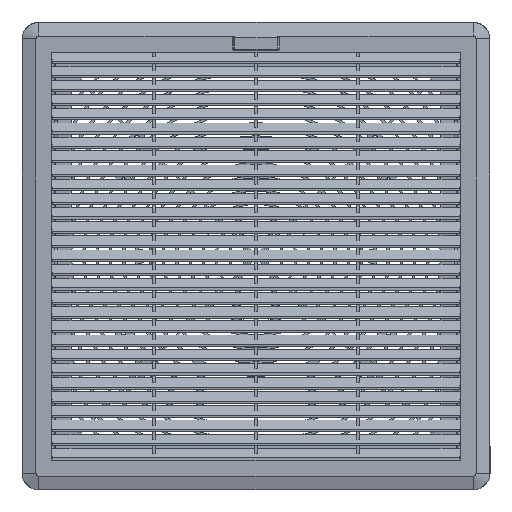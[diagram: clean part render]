
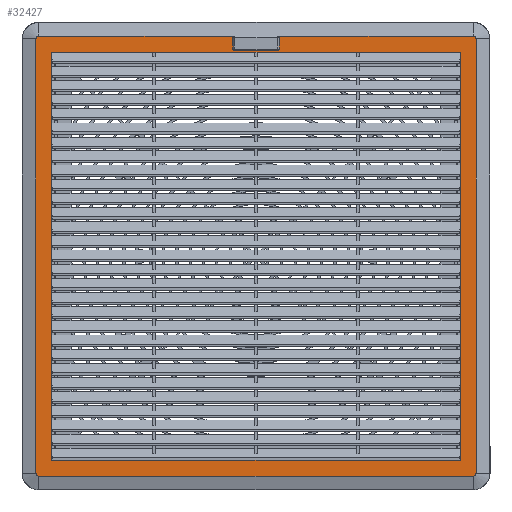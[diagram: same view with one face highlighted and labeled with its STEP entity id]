
A CAD part, top view. The second image highlights one B-rep face of the part: STEP entity #32427.
In plain terms, the highlighted face is planar.
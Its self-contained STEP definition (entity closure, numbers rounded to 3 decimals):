
#3205=LINE('',#51564,#6843);
#3210=LINE('',#51577,#6848);
#3553=LINE('',#52288,#7191);
#3561=LINE('',#52312,#7199);
#3565=LINE('',#52323,#7203);
#3745=LINE('',#52683,#7383);
#3749=LINE('',#52693,#7387);
#3753=LINE('',#52700,#7391);
#3763=LINE('',#52726,#7401);
#3765=LINE('',#52731,#7403);
#3766=LINE('',#52732,#7404);
#3775=LINE('',#52756,#7413);
#6843=VECTOR('',#42271,10.);
#6848=VECTOR('',#42284,10.);
#7191=VECTOR('',#42999,10.);
#7199=VECTOR('',#43023,10.);
#7203=VECTOR('',#43035,10.);
#7383=VECTOR('',#43457,10.);
#7387=VECTOR('',#43469,10.);
#7391=VECTOR('',#43475,10.);
#7401=VECTOR('',#43511,10.);
#7403=VECTOR('',#43515,10.);
#7404=VECTOR('',#43516,10.);
#7413=VECTOR('',#43549,10.);
#8431=FACE_BOUND('',#11912,.T.);
#9909=FACE_OUTER_BOUND('',#11911,.T.);
#11911=EDGE_LOOP('',(#29745,#29746,#29747,#29748,#29749,#29750,#29751,#29752,
#29753,#29754,#29755,#29756,#29757,#29758,#29759,#29760));
#11912=EDGE_LOOP('',(#29761,#29762,#29763,#29764));
#12895=CIRCLE('',#34622,1.812);
#12897=CIRCLE('',#34626,1.812);
#12913=CIRCLE('',#34812,1.);
#12915=CIRCLE('',#34816,1.);
#12917=CIRCLE('',#34820,1.);
#12919=CIRCLE('',#34824,1.);
#12921=CIRCLE('',#34958,1.812);
#12924=CIRCLE('',#34972,1.812);
#15655=VERTEX_POINT('',#51553);
#15656=VERTEX_POINT('',#51555);
#15659=VERTEX_POINT('',#51562);
#15661=VERTEX_POINT('',#51568);
#15663=VERTEX_POINT('',#51575);
#15829=VERTEX_POINT('',#52278);
#15830=VERTEX_POINT('',#52279);
#15833=VERTEX_POINT('',#52287);
#15835=VERTEX_POINT('',#52293);
#15837=VERTEX_POINT('',#52299);
#15839=VERTEX_POINT('',#52305);
#15841=VERTEX_POINT('',#52311);
#15843=VERTEX_POINT('',#52317);
#15902=VERTEX_POINT('',#52679);
#15903=VERTEX_POINT('',#52681);
#15905=VERTEX_POINT('',#52692);
#15907=VERTEX_POINT('',#52698);
#15909=VERTEX_POINT('',#52711);
#15912=VERTEX_POINT('',#52729);
#15915=VERTEX_POINT('',#52745);
#19932=EDGE_CURVE('',#15655,#15656,#12895,.T.);
#19936=EDGE_CURVE('',#15659,#15655,#3205,.T.);
#19939=EDGE_CURVE('',#15661,#15659,#12897,.T.);
#19943=EDGE_CURVE('',#15663,#15661,#3210,.T.);
#20306=EDGE_CURVE('',#15829,#15830,#12913,.T.);
#20310=EDGE_CURVE('',#15833,#15829,#3553,.T.);
#20313=EDGE_CURVE('',#15835,#15833,#12915,.T.);
#20319=EDGE_CURVE('',#15839,#15837,#12917,.T.);
#20322=EDGE_CURVE('',#15841,#15839,#3561,.T.);
#20325=EDGE_CURVE('',#15843,#15841,#12919,.T.);
#20328=EDGE_CURVE('',#15830,#15843,#3565,.T.);
#20508=EDGE_CURVE('',#15902,#15903,#3745,.T.);
#20512=EDGE_CURVE('',#15905,#15902,#3749,.T.);
#20516=EDGE_CURVE('',#15903,#15907,#3753,.T.);
#20522=EDGE_CURVE('',#15909,#15663,#12921,.T.);
#20529=EDGE_CURVE('',#15907,#15905,#3763,.T.);
#20531=EDGE_CURVE('',#15912,#15837,#3765,.T.);
#20532=EDGE_CURVE('',#15835,#15909,#3766,.T.);
#20539=EDGE_CURVE('',#15915,#15912,#12924,.T.);
#20544=EDGE_CURVE('',#15656,#15915,#3775,.T.);
#29745=ORIENTED_EDGE('',*,*,#20319,.T.);
#29746=ORIENTED_EDGE('',*,*,#20531,.F.);
#29747=ORIENTED_EDGE('',*,*,#20539,.F.);
#29748=ORIENTED_EDGE('',*,*,#20544,.F.);
#29749=ORIENTED_EDGE('',*,*,#19932,.F.);
#29750=ORIENTED_EDGE('',*,*,#19936,.F.);
#29751=ORIENTED_EDGE('',*,*,#19939,.F.);
#29752=ORIENTED_EDGE('',*,*,#19943,.F.);
#29753=ORIENTED_EDGE('',*,*,#20522,.F.);
#29754=ORIENTED_EDGE('',*,*,#20532,.F.);
#29755=ORIENTED_EDGE('',*,*,#20313,.T.);
#29756=ORIENTED_EDGE('',*,*,#20310,.T.);
#29757=ORIENTED_EDGE('',*,*,#20306,.T.);
#29758=ORIENTED_EDGE('',*,*,#20328,.T.);
#29759=ORIENTED_EDGE('',*,*,#20325,.T.);
#29760=ORIENTED_EDGE('',*,*,#20322,.T.);
#29761=ORIENTED_EDGE('',*,*,#20529,.T.);
#29762=ORIENTED_EDGE('',*,*,#20512,.T.);
#29763=ORIENTED_EDGE('',*,*,#20508,.T.);
#29764=ORIENTED_EDGE('',*,*,#20516,.T.);
#30924=PLANE('',#34978);
#32427=ADVANCED_FACE('',(#9909,#8431),#30924,.T.);
#34622=AXIS2_PLACEMENT_3D('',#51556,#42263,#42264);
#34626=AXIS2_PLACEMENT_3D('',#51570,#42276,#42277);
#34812=AXIS2_PLACEMENT_3D('',#52280,#42991,#42992);
#34816=AXIS2_PLACEMENT_3D('',#52294,#43004,#43005);
#34820=AXIS2_PLACEMENT_3D('',#52306,#43016,#43017);
#34824=AXIS2_PLACEMENT_3D('',#52318,#43028,#43029);
#34958=AXIS2_PLACEMENT_3D('',#52713,#43491,#43492);
#34972=AXIS2_PLACEMENT_3D('',#52747,#43533,#43534);
#34978=AXIS2_PLACEMENT_3D('',#52755,#43547,#43548);
#42263=DIRECTION('center_axis',(0.,-1.,0.));
#42264=DIRECTION('ref_axis',(0.,0.,1.));
#42271=DIRECTION('',(-1.,0.,0.));
#42276=DIRECTION('center_axis',(0.,-1.,0.));
#42277=DIRECTION('ref_axis',(1.,0.,0.));
#42284=DIRECTION('',(0.,0.,1.));
#42991=DIRECTION('center_axis',(0.,-1.,0.));
#42992=DIRECTION('ref_axis',(0.,0.,1.));
#42999=DIRECTION('',(0.,0.,1.));
#43004=DIRECTION('center_axis',(0.,-1.,0.));
#43005=DIRECTION('ref_axis',(1.,0.,0.));
#43016=DIRECTION('center_axis',(0.,-1.,0.));
#43017=DIRECTION('ref_axis',(0.,0.,-1.));
#43023=DIRECTION('',(0.,0.,-1.));
#43028=DIRECTION('center_axis',(0.,-1.,0.));
#43029=DIRECTION('ref_axis',(-1.,0.,0.));
#43035=DIRECTION('',(-1.,0.,0.));
#43457=DIRECTION('',(-1.,0.,0.));
#43469=DIRECTION('',(0.,0.,1.));
#43475=DIRECTION('',(0.,0.,-1.));
#43491=DIRECTION('center_axis',(0.,-1.,0.));
#43492=DIRECTION('ref_axis',(0.,0.,-1.));
#43511=DIRECTION('',(1.,0.,0.));
#43515=DIRECTION('',(1.,0.,0.));
#43516=DIRECTION('',(1.,0.,0.));
#43533=DIRECTION('center_axis',(0.,-1.,0.));
#43534=DIRECTION('ref_axis',(-1.,0.,0.));
#43547=DIRECTION('center_axis',(0.,1.,0.));
#43548=DIRECTION('ref_axis',(1.,0.,0.));
#43549=DIRECTION('',(0.,0.,-1.));
#51553=CARTESIAN_POINT('',(-150.5,13.136,152.312));
#51555=CARTESIAN_POINT('',(-152.312,13.136,150.5));
#51556=CARTESIAN_POINT('Origin',(-150.5,13.136,150.5));
#51562=CARTESIAN_POINT('',(150.5,13.136,152.312));
#51564=CARTESIAN_POINT('',(150.5,13.136,152.312));
#51568=CARTESIAN_POINT('',(152.312,13.136,150.5));
#51570=CARTESIAN_POINT('Origin',(150.5,13.136,150.5));
#51575=CARTESIAN_POINT('',(152.312,13.136,-150.5));
#51577=CARTESIAN_POINT('',(152.312,13.136,-150.5));
#52278=CARTESIAN_POINT('',(16.,13.136,-143.312));
#52279=CARTESIAN_POINT('',(15.,13.136,-142.312));
#52280=CARTESIAN_POINT('Origin',(15.,13.136,-143.312));
#52287=CARTESIAN_POINT('',(16.,13.136,-151.312));
#52288=CARTESIAN_POINT('',(16.,13.136,-0.406));
#52293=CARTESIAN_POINT('',(15.,13.136,-152.312));
#52294=CARTESIAN_POINT('Origin',(15.,13.136,-151.312));
#52299=CARTESIAN_POINT('',(-15.,13.136,-152.312));
#52305=CARTESIAN_POINT('',(-16.,13.136,-151.312));
#52306=CARTESIAN_POINT('Origin',(-15.,13.136,-151.312));
#52311=CARTESIAN_POINT('',(-16.,13.136,-143.312));
#52312=CARTESIAN_POINT('',(-16.,13.136,3.594));
#52317=CARTESIAN_POINT('',(-15.,13.136,-142.312));
#52318=CARTESIAN_POINT('Origin',(-15.,13.136,-143.312));
#52323=CARTESIAN_POINT('',(-68.656,13.136,-142.312));
#52679=CARTESIAN_POINT('',(141.312,13.136,141.312));
#52681=CARTESIAN_POINT('',(-141.312,13.136,141.312));
#52683=CARTESIAN_POINT('',(150.5,13.136,141.312));
#52692=CARTESIAN_POINT('',(141.312,13.136,-141.312));
#52693=CARTESIAN_POINT('',(141.312,13.136,-150.5));
#52698=CARTESIAN_POINT('',(-141.312,13.136,-141.312));
#52700=CARTESIAN_POINT('',(-141.312,13.136,150.5));
#52711=CARTESIAN_POINT('',(150.5,13.136,-152.312));
#52713=CARTESIAN_POINT('Origin',(150.5,13.136,-150.5));
#52726=CARTESIAN_POINT('',(-150.5,13.136,-141.312));
#52729=CARTESIAN_POINT('',(-150.5,13.136,-152.312));
#52731=CARTESIAN_POINT('',(-150.5,13.136,-152.312));
#52732=CARTESIAN_POINT('',(-150.5,13.136,-152.312));
#52745=CARTESIAN_POINT('',(-152.312,13.136,-150.5));
#52747=CARTESIAN_POINT('Origin',(-150.5,13.136,-150.5));
#52755=CARTESIAN_POINT('Origin',(-152.312,13.136,150.5));
#52756=CARTESIAN_POINT('',(-152.312,13.136,150.5));
